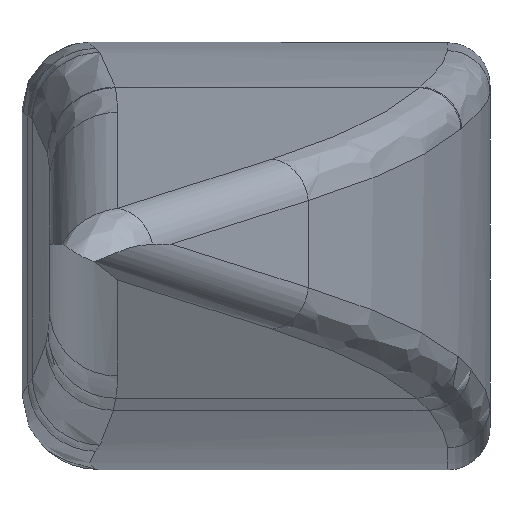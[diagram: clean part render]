
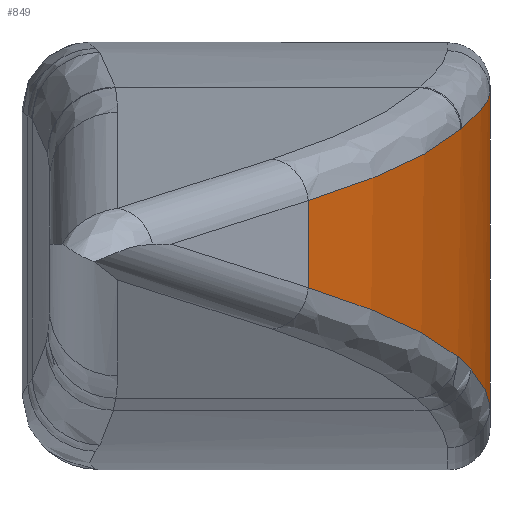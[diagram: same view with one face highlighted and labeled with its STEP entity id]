
A CAD part, left-side view. The second image highlights one B-rep face of the part: STEP entity #849.
In plain terms, the highlighted cylindrical face has radius 700 mm (diameter 1400 mm), a partial arc.
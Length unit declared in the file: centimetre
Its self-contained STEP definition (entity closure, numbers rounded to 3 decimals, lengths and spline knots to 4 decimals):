
#66=FACE_OUTER_BOUND('',#124,.T.);
#124=EDGE_LOOP('',(#592,#593,#594,#595,#596,#597,#598,#599));
#174=ELLIPSE('',#916,71.2899,70.);
#177=ELLIPSE('',#935,71.2899,70.);
#247=LINE('',#1413,#279);
#248=LINE('',#1416,#280);
#279=VECTOR('',#1062,70.);
#280=VECTOR('',#1065,70.);
#307=B_SPLINE_CURVE_WITH_KNOTS('',3,(#1339,#1340,#1341,#1342),
 .UNSPECIFIED.,.F.,.F.,(4,4),(-3.5507,0.),
 .UNSPECIFIED.);
#309=B_SPLINE_CURVE_WITH_KNOTS('',3,(#1378,#1379,#1380,#1381),
 .UNSPECIFIED.,.F.,.F.,(4,4),(-12.4022,0.),.UNSPECIFIED.);
#311=B_SPLINE_CURVE_WITH_KNOTS('',3,(#1418,#1419,#1420,#1421,#1422),
 .UNSPECIFIED.,.F.,.F.,(4,1,4),(0.,8.5327,14.9322),
 .UNSPECIFIED.);
#312=B_SPLINE_CURVE_WITH_KNOTS('',3,(#1424,#1425,#1426,#1427),
 .UNSPECIFIED.,.F.,.F.,(4,4),(-0.1966,0.),.UNSPECIFIED.);
#343=VERTEX_POINT('',#1252);
#347=VERTEX_POINT('',#1304);
#349=VERTEX_POINT('',#1337);
#351=VERTEX_POINT('',#1376);
#358=VERTEX_POINT('',#1405);
#361=VERTEX_POINT('',#1415);
#362=VERTEX_POINT('',#1417);
#363=VERTEX_POINT('',#1423);
#426=EDGE_CURVE('',#347,#343,#174,.T.);
#429=EDGE_CURVE('',#349,#347,#307,.T.);
#432=EDGE_CURVE('',#351,#349,#309,.T.);
#447=EDGE_CURVE('',#358,#343,#247,.T.);
#448=EDGE_CURVE('',#351,#361,#248,.T.);
#449=EDGE_CURVE('',#362,#361,#311,.T.);
#450=EDGE_CURVE('',#363,#362,#312,.T.);
#451=EDGE_CURVE('',#358,#363,#177,.T.);
#592=ORIENTED_EDGE('',*,*,#426,.F.);
#593=ORIENTED_EDGE('',*,*,#429,.F.);
#594=ORIENTED_EDGE('',*,*,#432,.F.);
#595=ORIENTED_EDGE('',*,*,#448,.T.);
#596=ORIENTED_EDGE('',*,*,#449,.F.);
#597=ORIENTED_EDGE('',*,*,#450,.F.);
#598=ORIENTED_EDGE('',*,*,#451,.F.);
#599=ORIENTED_EDGE('',*,*,#447,.T.);
#827=CYLINDRICAL_SURFACE('',#934,70.);
#849=ADVANCED_FACE('',(#66),#827,.T.);
#916=AXIS2_PLACEMENT_3D('',#1306,#1022,#1023);
#934=AXIS2_PLACEMENT_3D('',#1414,#1063,#1064);
#935=AXIS2_PLACEMENT_3D('',#1428,#1066,#1067);
#1022=DIRECTION('center_axis',(-0.189,0.,
-0.982));
#1023=DIRECTION('ref_axis',(-0.982,0.,0.189));
#1062=DIRECTION('',(0.,0.,-1.));
#1063=DIRECTION('center_axis',(0.,0.,1.));
#1064=DIRECTION('ref_axis',(-0.532,-0.847,0.));
#1065=DIRECTION('',(0.,0.,1.));
#1066=DIRECTION('center_axis',(-0.189,0.,
0.982));
#1067=DIRECTION('ref_axis',(-0.982,0.,-0.189));
#1252=CARTESIAN_POINT('',(24.2845,-15.2646,12.4265));
#1304=CARTESIAN_POINT('',(45.4197,-24.1194,8.3505));
#1306=CARTESIAN_POINT('Origin',(61.5365,44.,5.2422));
#1337=CARTESIAN_POINT('',(48.9478,-24.8587,7.6282));
#1339=CARTESIAN_POINT('Ctrl Pts',(48.9478,-24.8587,7.6282));
#1340=CARTESIAN_POINT('Ctrl Pts',(47.7688,-24.6432,7.8836));
#1341=CARTESIAN_POINT('Ctrl Pts',(46.5921,-24.3968,8.1243));
#1342=CARTESIAN_POINT('Ctrl Pts',(45.4197,-24.1194,8.3505));
#1376=CARTESIAN_POINT('',(61.5365,-26.,5.4483));
#1378=CARTESIAN_POINT('Ctrl Pts',(61.5365,-26.,5.4483));
#1379=CARTESIAN_POINT('Ctrl Pts',(57.288,-26.,6.0022));
#1380=CARTESIAN_POINT('Ctrl Pts',(53.0657,-25.6116,6.7362));
#1381=CARTESIAN_POINT('Ctrl Pts',(48.9478,-24.8587,7.6282));
#1405=CARTESIAN_POINT('',(24.2845,-15.2646,17.5735));
#1413=CARTESIAN_POINT('',(24.2845,-15.2646,0.));
#1414=CARTESIAN_POINT('Origin',(61.5365,44.,0.));
#1415=CARTESIAN_POINT('',(61.5365,-26.,23.9336));
#1416=CARTESIAN_POINT('',(61.5365,-26.,0.));
#1417=CARTESIAN_POINT('',(46.3357,-24.3296,21.8263));
#1418=CARTESIAN_POINT('Ctrl Pts',(46.3357,-24.3296,21.8263));
#1419=CARTESIAN_POINT('Ctrl Pts',(49.1609,-24.9581,22.3749));
#1420=CARTESIAN_POINT('Ctrl Pts',(54.2011,-25.7569,23.1967));
#1421=CARTESIAN_POINT('Ctrl Pts',(59.3327,-26.,23.7486));
#1422=CARTESIAN_POINT('Ctrl Pts',(61.5365,-26.,23.9336));
#1423=CARTESIAN_POINT('',(46.1405,-24.2859,21.7886));
#1424=CARTESIAN_POINT('Ctrl Pts',(46.1405,-24.2859,21.7886));
#1425=CARTESIAN_POINT('Ctrl Pts',(46.2056,-24.3006,21.8011));
#1426=CARTESIAN_POINT('Ctrl Pts',(46.2706,-24.3151,21.8137));
#1427=CARTESIAN_POINT('Ctrl Pts',(46.3357,-24.3296,21.8263));
#1428=CARTESIAN_POINT('Origin',(61.5365,44.,24.7578));
